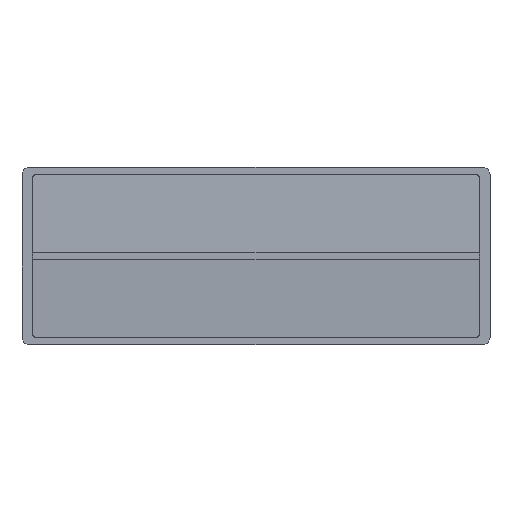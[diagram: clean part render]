
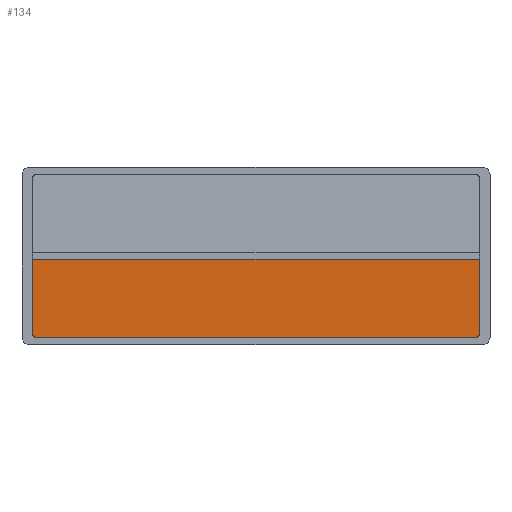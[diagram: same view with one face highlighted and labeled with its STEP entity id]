
A CAD part, top view. The second image highlights one B-rep face of the part: STEP entity #134.
In plain terms, the highlighted planar face has unit normal (0, -0.044, 0.999).
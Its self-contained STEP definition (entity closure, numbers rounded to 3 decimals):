
#51=CARTESIAN_POINT('',(-28.387,-0.415,3.331));
#52=VERTEX_POINT('',#51);
#60=CARTESIAN_POINT('',(28.387,-0.415,3.331));
#61=VERTEX_POINT('',#60);
#62=CARTESIAN_POINT('',(-28.387,-0.415,3.331));
#63=DIRECTION('',(1.0,0.0,0.0));
#64=VECTOR('',#63,56.773);
#65=LINE('',#62,#64);
#66=EDGE_CURVE('',#52,#61,#65,.T.);
#86=CARTESIAN_POINT('',(0.,0.,3.349));
#87=DIRECTION('',(0.,-0.044,0.999));
#88=DIRECTION('',(1.0,0.0,0.0));
#89=AXIS2_PLACEMENT_3D('',#86,#87,#88);
#90=PLANE('',#89);
#91=ORIENTED_EDGE('',*,*,#66,.F.);
#92=CARTESIAN_POINT('',(-28.394,-9.885,2.917));
#93=VERTEX_POINT('',#92);
#94=CARTESIAN_POINT('',(-28.387,-0.415,3.331));
#95=DIRECTION('',(-0.001,-0.999,-0.044));
#96=VECTOR('',#95,9.479);
#97=LINE('',#94,#96);
#98=EDGE_CURVE('',#93,#52,#97,.F.);
#99=ORIENTED_EDGE('',*,*,#98,.F.);
#100=CARTESIAN_POINT('',(-27.93,-10.349,2.897));
#101=VERTEX_POINT('',#100);
#102=CARTESIAN_POINT('',(-27.93,-9.885,2.917));
#103=DIRECTION('',(0.,-0.044,0.999));
#104=DIRECTION('',(0.,0.999,0.044));
#105=AXIS2_PLACEMENT_3D('',#102,#103,#104);
#106=ELLIPSE('',#105,0.464,0.464);
#107=EDGE_CURVE('',#101,#93,#106,.F.);
#108=ORIENTED_EDGE('',*,*,#107,.F.);
#109=CARTESIAN_POINT('',(27.93,-10.349,2.897));
#110=VERTEX_POINT('',#109);
#111=CARTESIAN_POINT('',(-27.93,-10.349,2.897));
#112=DIRECTION('',(1.0,0.0,0.0));
#113=VECTOR('',#112,55.86);
#114=LINE('',#111,#113);
#115=EDGE_CURVE('',#110,#101,#114,.F.);
#116=ORIENTED_EDGE('',*,*,#115,.F.);
#117=CARTESIAN_POINT('',(28.394,-9.885,2.917));
#118=VERTEX_POINT('',#117);
#119=CARTESIAN_POINT('',(27.93,-9.885,2.917));
#120=DIRECTION('',(0.,-0.044,0.999));
#121=DIRECTION('',(0.,0.999,0.044));
#122=AXIS2_PLACEMENT_3D('',#119,#120,#121);
#123=ELLIPSE('',#122,0.464,0.464);
#124=EDGE_CURVE('',#118,#110,#123,.F.);
#125=ORIENTED_EDGE('',*,*,#124,.F.);
#126=CARTESIAN_POINT('',(28.394,-9.885,2.917));
#127=DIRECTION('',(-0.001,0.999,0.044));
#128=VECTOR('',#127,9.479);
#129=LINE('',#126,#128);
#130=EDGE_CURVE('',#61,#118,#129,.F.);
#131=ORIENTED_EDGE('',*,*,#130,.F.);
#132=EDGE_LOOP('',(#91,#99,#108,#116,#125,#131));
#133=FACE_OUTER_BOUND('',#132,.T.);
#134=ADVANCED_FACE('',(#133),#90,.T.);
